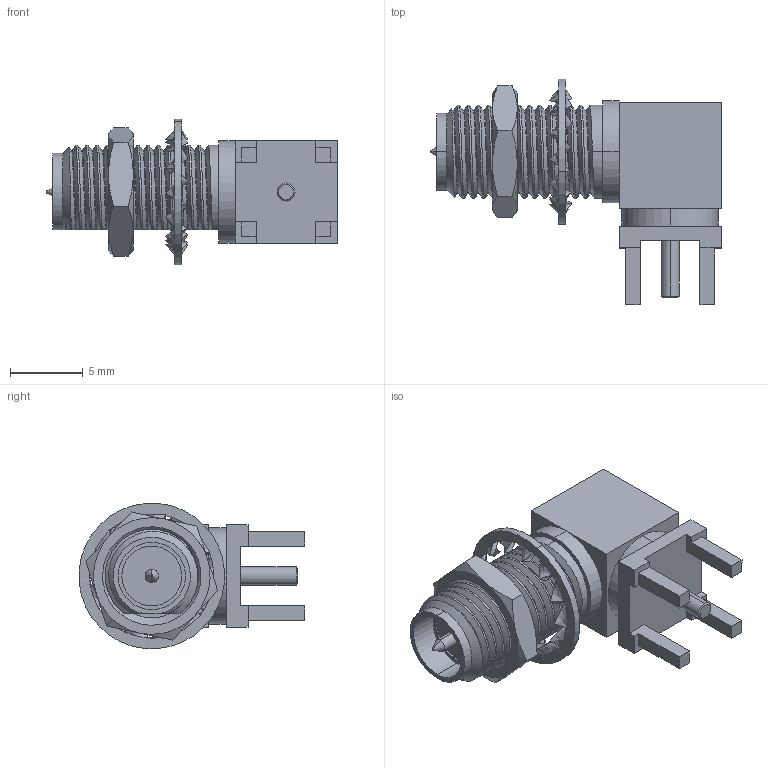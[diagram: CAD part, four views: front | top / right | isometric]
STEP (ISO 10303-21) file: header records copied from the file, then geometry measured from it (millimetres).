
FILE_DESCRIPTION (( 'STEP AP203' ), '1' );
FILE_NAME ('PCB.114SMAFRA.NI.STEP', '2021-12-04T14:12:21', ( 'admin' ), ( '' ), 'SwSTEP 2.0', 'SolidWorks 2015', '' );
FILE_SCHEMA (( 'CONFIG_CONTROL_DESIGN' ));
Length unit declared in the file: millimetre
Products named in the file (4): PCB.114SMAFRA.NI?Reference; 蹟譫; 8.946.041001 内齿垫圈; PCB.114SMAFRA.NI
Assembly tree (3 placements, depth 2):
  PCB.114SMAFRA.NI
    PCB.114SMAFRA.NI?Reference
    蹟譫
    8.946.041001 内齿垫圈
Bounding box: 19.9 x 15.48 x 9.97 mm (x, y, z)
Volume: 860.6 mm3; surface area: 1059 mm2
Topology: 3 solids, 3 shells, 252 faces, 676 edges, 437 vertices
Faces by surface type: bspline 99, plane 70, cylinder 60, cone 23
Entity records: 34768 total; most frequent: CARTESIAN_POINT 28925, ORIENTED_EDGE 1352, DIRECTION 825, EDGE_CURVE 676, VERTEX_POINT 437, LINE 327, VECTOR 327, EDGE_LOOP 263
